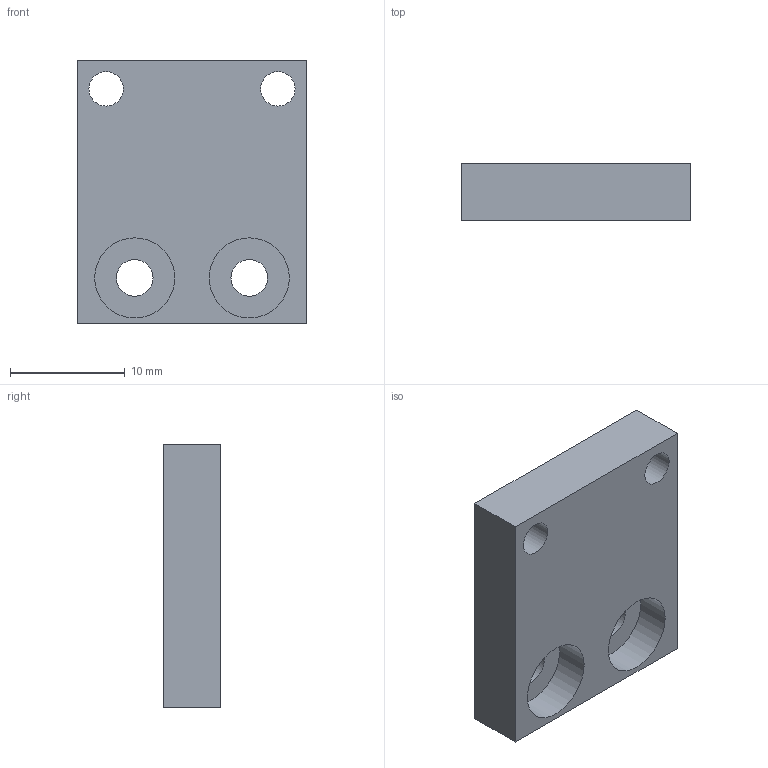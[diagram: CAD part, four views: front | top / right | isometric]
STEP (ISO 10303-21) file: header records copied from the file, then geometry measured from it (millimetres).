
FILE_DESCRIPTION(('FreeCAD Model'),'2;1');
FILE_NAME('Open CASCADE Shape Model','2023-10-14T12:04:25',(''),(''), 'Open CASCADE STEP processor 7.6','FreeCAD','Unknown');
FILE_SCHEMA(('AUTOMOTIVE_DESIGN { 1 0 10303 214 1 1 1 1 }'));
Length unit declared in the file: millimetre
Products named in the file (1): adxl345_mount
Bounding box: 20 x 5 x 23 mm (x, y, z)
Volume: 1966.2 mm3; surface area: 1556 mm2
Topology: 1 solids, 1 shells, 14 faces, 30 edges, 20 vertices
Faces by surface type: plane 8, cylinder 6
Full cylindrical faces by diameter (mm): 3 x2, 3.2 x2, 7 x2
Entity records: 844 total; most frequent: CARTESIAN_POINT 185, DIRECTION 122, LINE 66, VECTOR 66, ORIENTED_EDGE 60, PCURVE 60, DEFINITIONAL_REPRESENTATION 60, EDGE_CURVE 30
